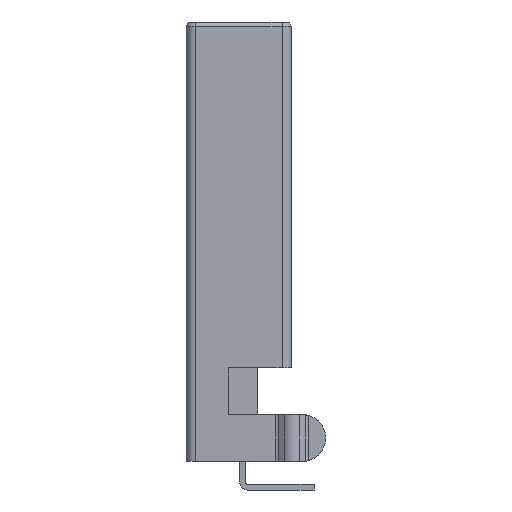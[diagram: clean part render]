
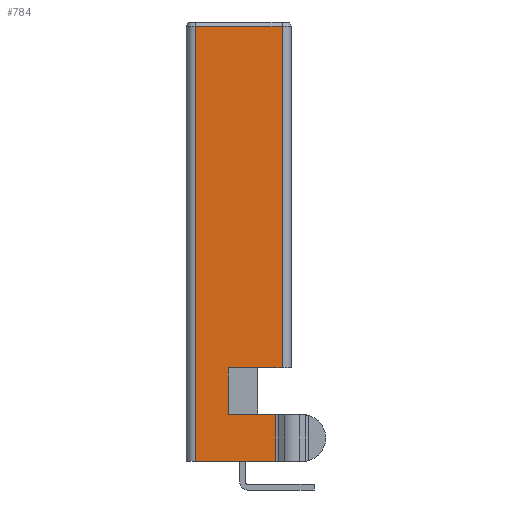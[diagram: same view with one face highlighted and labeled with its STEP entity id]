
A CAD part, left-side view. The second image highlights one B-rep face of the part: STEP entity #784.
In plain terms, the highlighted planar face has unit normal (-1, 0, 0).
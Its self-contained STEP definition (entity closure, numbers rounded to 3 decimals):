
#61 = LINE ( 'NONE', #6153, #7242 ) ;
#105 = VECTOR ( 'NONE', #4969, 1000. ) ;
#139 = EDGE_CURVE ( 'NONE', #4994, #6937, #4766, .T. ) ;
#218 = CARTESIAN_POINT ( 'NONE',  ( -6., 1.85, -9.4 ) ) ;
#256 = DIRECTION ( 'NONE',  ( 0., 1., 0. ) ) ;
#429 = EDGE_CURVE ( 'NONE', #9620, #6937, #7154, .T. ) ;
#478 = CARTESIAN_POINT ( 'NONE',  ( -6., -1.85, -5.4 ) ) ;
#784 = ADVANCED_FACE ( 'NONE', ( #1099 ), #1918, .T. ) ;
#902 = ORIENTED_EDGE ( 'NONE', *, *, #8621, .T. ) ;
#1099 = FACE_OUTER_BOUND ( 'NONE', #9451, .T. ) ;
#1589 = ORIENTED_EDGE ( 'NONE', *, *, #1702, .T. ) ;
#1702 = EDGE_CURVE ( 'NONE', #9620, #9194, #9053, .T. ) ;
#1918 = PLANE ( 'NONE',  #4614 ) ;
#1928 = ORIENTED_EDGE ( 'NONE', *, *, #6844, .F. ) ;
#1965 = VECTOR ( 'NONE', #6827, 1000. ) ;
#2011 = VECTOR ( 'NONE', #6486, 1000. ) ;
#2283 = ORIENTED_EDGE ( 'NONE', *, *, #139, .T. ) ;
#2565 = CARTESIAN_POINT ( 'NONE',  ( -6., -1.57, -9.4 ) ) ;
#2601 = LINE ( 'NONE', #4127, #2011 ) ;
#3450 = DIRECTION ( 'NONE',  ( -1., 0., 0. ) ) ;
#3542 = DIRECTION ( 'NONE',  ( 0., 0., 1. ) ) ;
#3697 = VECTOR ( 'NONE', #4352, 1000. ) ;
#3731 = CARTESIAN_POINT ( 'NONE',  ( -6., 1.85, 9.227 ) ) ;
#3762 = VECTOR ( 'NONE', #3542, 1000. ) ;
#3872 = VECTOR ( 'NONE', #6340, 1000. ) ;
#3904 = DIRECTION ( 'NONE',  ( 0., 0., 1. ) ) ;
#4127 = CARTESIAN_POINT ( 'NONE',  ( -6., -1.85, -5.4 ) ) ;
#4352 = DIRECTION ( 'NONE',  ( 0., -1., 0. ) ) ;
#4614 = AXIS2_PLACEMENT_3D ( 'NONE', #218, #3450, #9682 ) ;
#4648 = CARTESIAN_POINT ( 'NONE',  ( -6., 1.85, -9.4 ) ) ;
#4696 = ORIENTED_EDGE ( 'NONE', *, *, #5442, .F. ) ;
#4697 = VERTEX_POINT ( 'NONE', #4761 ) ;
#4761 = CARTESIAN_POINT ( 'NONE',  ( -6., 1.85, 9.227 ) ) ;
#4766 = LINE ( 'NONE', #8699, #105 ) ;
#4799 = VERTEX_POINT ( 'NONE', #8644 ) ;
#4969 = DIRECTION ( 'NONE',  ( 0., 0., 1. ) ) ;
#4994 = VERTEX_POINT ( 'NONE', #6653 ) ;
#5049 = ORIENTED_EDGE ( 'NONE', *, *, #7497, .F. ) ;
#5060 = ORIENTED_EDGE ( 'NONE', *, *, #429, .F. ) ;
#5107 = VECTOR ( 'NONE', #256, 1000. ) ;
#5442 = EDGE_CURVE ( 'NONE', #4697, #9857, #9197, .T. ) ;
#5522 = CARTESIAN_POINT ( 'NONE',  ( -6., 0.45, -7.4 ) ) ;
#6153 = CARTESIAN_POINT ( 'NONE',  ( -6., 1.85, -9.4 ) ) ;
#6340 = DIRECTION ( 'NONE',  ( 0., -1., 0. ) ) ;
#6486 = DIRECTION ( 'NONE',  ( 0., 1., 0. ) ) ;
#6517 = EDGE_CURVE ( 'NONE', #4994, #6754, #7473, .T. ) ;
#6653 = CARTESIAN_POINT ( 'NONE',  ( -6., -1.57, -9.4 ) ) ;
#6754 = VERTEX_POINT ( 'NONE', #4648 ) ;
#6827 = DIRECTION ( 'NONE',  ( 0., 0., 1. ) ) ;
#6844 = EDGE_CURVE ( 'NONE', #4799, #9194, #2601, .T. ) ;
#6937 = VERTEX_POINT ( 'NONE', #8278 ) ;
#7154 = LINE ( 'NONE', #5522, #3872 ) ;
#7242 = VECTOR ( 'NONE', #3904, 1000. ) ;
#7302 = CARTESIAN_POINT ( 'NONE',  ( -6., -1.85, 9.227 ) ) ;
#7473 = LINE ( 'NONE', #2565, #5107 ) ;
#7497 = EDGE_CURVE ( 'NONE', #6754, #4697, #61, .T. ) ;
#8278 = CARTESIAN_POINT ( 'NONE',  ( -6., -1.57, -7.4 ) ) ;
#8293 = CARTESIAN_POINT ( 'NONE',  ( -6., 0.45, -7.4 ) ) ;
#8360 = LINE ( 'NONE', #478, #1965 ) ;
#8435 = CARTESIAN_POINT ( 'NONE',  ( -6., 0.45, -7.4 ) ) ;
#8504 = ORIENTED_EDGE ( 'NONE', *, *, #6517, .F. ) ;
#8621 = EDGE_CURVE ( 'NONE', #4799, #9857, #8360, .T. ) ;
#8644 = CARTESIAN_POINT ( 'NONE',  ( -6., -1.85, -5.4 ) ) ;
#8699 = CARTESIAN_POINT ( 'NONE',  ( -6., -1.57, -9.4 ) ) ;
#9053 = LINE ( 'NONE', #8293, #3762 ) ;
#9194 = VERTEX_POINT ( 'NONE', #9775 ) ;
#9197 = LINE ( 'NONE', #3731, #3697 ) ;
#9451 = EDGE_LOOP ( 'NONE', ( #1928, #902, #4696, #5049, #8504, #2283, #5060, #1589 ) ) ;
#9620 = VERTEX_POINT ( 'NONE', #8435 ) ;
#9682 = DIRECTION ( 'NONE',  ( 0., 0., 1. ) ) ;
#9775 = CARTESIAN_POINT ( 'NONE',  ( -6., 0.45, -5.4 ) ) ;
#9857 = VERTEX_POINT ( 'NONE', #7302 ) ;
